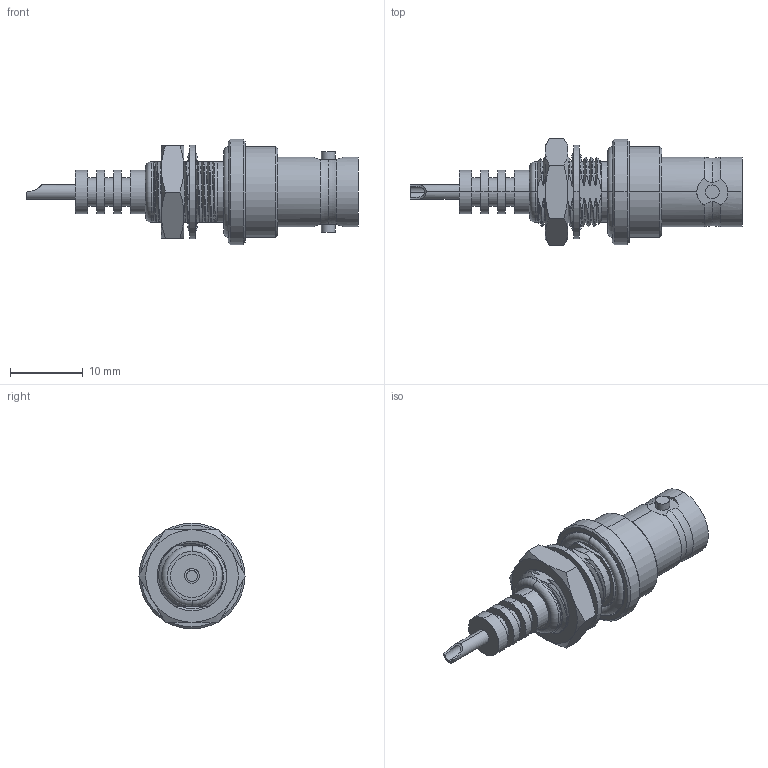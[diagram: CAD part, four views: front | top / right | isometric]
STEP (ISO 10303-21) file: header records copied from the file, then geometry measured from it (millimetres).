
FILE_DESCRIPTION (( 'STEP AP203' ), '1' );
FILE_NAME ('PE4311.step', '2019-03-21T22:21:43', ( '' ), ( '' ), 'SwSTEP 2.0', 'SolidWorks 2017', '' );
FILE_SCHEMA (( 'CONFIG_CONTROL_DESIGN' ));
Length unit declared in the file: inch
Products named in the file (1): PE4311
Bounding box: 45.54 x 14.66 x 14.48 mm (x, y, z)
Volume: 2470.6 mm3; surface area: 3117.8 mm2
Topology: 4 solids, 4 shells, 334 faces, 871 edges, 564 vertices
Faces by surface type: cylinder 111, bspline 109, plane 61, cone 41, torus 12
Entity records: 36679 total; most frequent: CARTESIAN_POINT 29602, ORIENTED_EDGE 1742, DIRECTION 1106, EDGE_CURVE 871, VERTEX_POINT 564, AXIS2_PLACEMENT_3D 443, EDGE_LOOP 359, FACE_OUTER_BOUND 334
